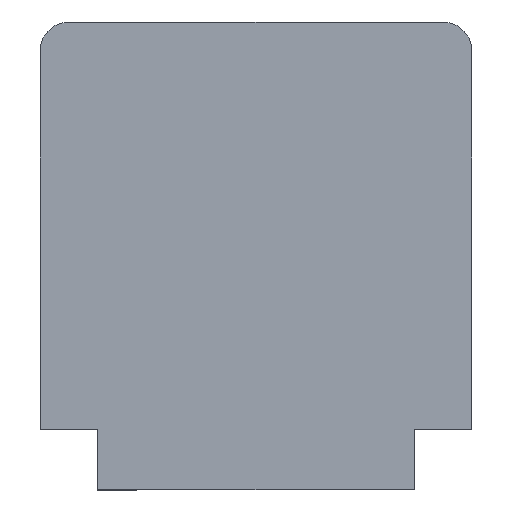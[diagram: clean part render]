
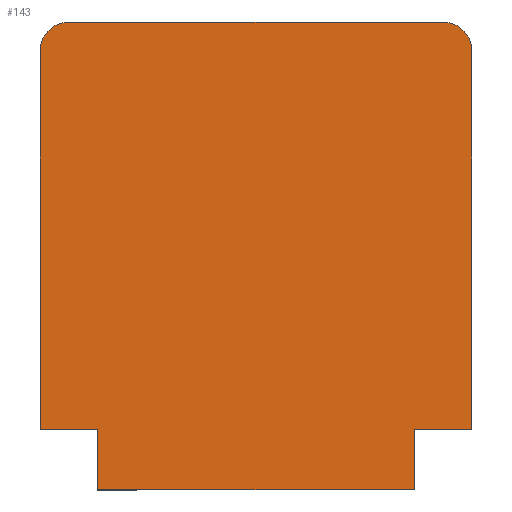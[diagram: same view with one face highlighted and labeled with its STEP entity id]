
A CAD part, left-side view. The second image highlights one B-rep face of the part: STEP entity #143.
In plain terms, the highlighted planar face has unit normal (-1, 0, 0).
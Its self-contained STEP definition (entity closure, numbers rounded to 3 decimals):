
#35=AXIS2_PLACEMENT_3D('Plane Axis2P3D',#32,#33,#34) ;
#32=CARTESIAN_POINT('Axis2P3D Location',(0.,7.5,0.)) ;
#37=CARTESIAN_POINT('Line Origine',(0.,14.,2.1)) ;
#41=CARTESIAN_POINT('Vertex',(0.,13.,2.1)) ;
#43=CARTESIAN_POINT('Vertex',(0.,15.,2.1)) ;
#46=CARTESIAN_POINT('Line Origine',(0.,13.,1.05)) ;
#50=CARTESIAN_POINT('Vertex',(0.,13.,0.)) ;
#53=CARTESIAN_POINT('Line Origine',(0.,7.5,0.)) ;
#57=CARTESIAN_POINT('Vertex',(0.,2.,0.)) ;
#60=CARTESIAN_POINT('Line Origine',(0.,2.,1.05)) ;
#64=CARTESIAN_POINT('Vertex',(0.,2.,2.1)) ;
#67=CARTESIAN_POINT('Line Origine',(0.,1.,2.1)) ;
#71=CARTESIAN_POINT('Vertex',(0.,0.,2.1)) ;
#74=CARTESIAN_POINT('Line Origine',(0.,0.,8.682)) ;
#78=CARTESIAN_POINT('Vertex',(0.,0.,15.264)) ;
#82=CARTESIAN_POINT('Control Point',(0.,1.,16.264)) ;
#83=CARTESIAN_POINT('Control Point',(0.,0.902,16.264)) ;
#84=CARTESIAN_POINT('Control Point',(0.,0.804,16.252)) ;
#85=CARTESIAN_POINT('Control Point',(0.,0.708,16.228)) ;
#86=CARTESIAN_POINT('Control Point',(0.,0.524,16.157)) ;
#87=CARTESIAN_POINT('Control Point',(0.,0.362,16.044)) ;
#88=CARTESIAN_POINT('Control Point',(0.,0.289,15.977)) ;
#89=CARTESIAN_POINT('Control Point',(0.,0.16,15.828)) ;
#90=CARTESIAN_POINT('Control Point',(0.,0.07,15.652)) ;
#91=CARTESIAN_POINT('Control Point',(0.,0.037,15.559)) ;
#92=CARTESIAN_POINT('Control Point',(0.,0.011,15.443)) ;
#93=CARTESIAN_POINT('Control Point',(0.,0.002,15.325)) ;
#94=CARTESIAN_POINT('Control Point',(0.,0.001,15.305)) ;
#95=CARTESIAN_POINT('Control Point',(0.,0.,15.284)) ;
#96=CARTESIAN_POINT('Control Point',(0.,0.,15.264)) ;
#97=CARTESIAN_POINT('Vertex',(0.,1.,16.264)) ;
#100=CARTESIAN_POINT('Line Origine',(0.,7.5,16.264)) ;
#104=CARTESIAN_POINT('Vertex',(0.,14.,16.264)) ;
#108=CARTESIAN_POINT('Control Point',(0.,14.,16.264)) ;
#109=CARTESIAN_POINT('Control Point',(0.,14.098,16.264)) ;
#110=CARTESIAN_POINT('Control Point',(0.,14.196,16.252)) ;
#111=CARTESIAN_POINT('Control Point',(0.,14.292,16.228)) ;
#112=CARTESIAN_POINT('Control Point',(0.,14.476,16.157)) ;
#113=CARTESIAN_POINT('Control Point',(0.,14.638,16.044)) ;
#114=CARTESIAN_POINT('Control Point',(0.,14.711,15.977)) ;
#115=CARTESIAN_POINT('Control Point',(0.,14.84,15.828)) ;
#116=CARTESIAN_POINT('Control Point',(0.,14.93,15.652)) ;
#117=CARTESIAN_POINT('Control Point',(0.,14.963,15.559)) ;
#118=CARTESIAN_POINT('Control Point',(0.,14.989,15.443)) ;
#119=CARTESIAN_POINT('Control Point',(0.,14.998,15.325)) ;
#120=CARTESIAN_POINT('Control Point',(0.,14.999,15.305)) ;
#121=CARTESIAN_POINT('Control Point',(0.,15.,15.284)) ;
#122=CARTESIAN_POINT('Control Point',(0.,15.,15.264)) ;
#123=CARTESIAN_POINT('Vertex',(0.,15.,15.264)) ;
#126=CARTESIAN_POINT('Line Origine',(0.,15.,8.682)) ;
#33=DIRECTION('Axis2P3D Direction',(1.,0.,0.)) ;
#34=DIRECTION('Axis2P3D XDirection',(0.,1.,0.)) ;
#38=DIRECTION('Vector Direction',(0.,1.,0.)) ;
#47=DIRECTION('Vector Direction',(0.,0.,1.)) ;
#54=DIRECTION('Vector Direction',(0.,1.,0.)) ;
#61=DIRECTION('Vector Direction',(0.,0.,-1.)) ;
#68=DIRECTION('Vector Direction',(0.,1.,0.)) ;
#75=DIRECTION('Vector Direction',(0.,0.,-1.)) ;
#101=DIRECTION('Vector Direction',(0.,1.,0.)) ;
#127=DIRECTION('Vector Direction',(0.,0.,1.)) ;
#39=VECTOR('Line Direction',#38,1.) ;
#48=VECTOR('Line Direction',#47,1.) ;
#55=VECTOR('Line Direction',#54,1.) ;
#62=VECTOR('Line Direction',#61,1.) ;
#69=VECTOR('Line Direction',#68,1.) ;
#76=VECTOR('Line Direction',#75,1.) ;
#102=VECTOR('Line Direction',#101,1.) ;
#128=VECTOR('Line Direction',#127,1.) ;
#132=ORIENTED_EDGE('',*,*,#45,.F.) ;
#133=ORIENTED_EDGE('',*,*,#52,.F.) ;
#134=ORIENTED_EDGE('',*,*,#59,.F.) ;
#135=ORIENTED_EDGE('',*,*,#66,.F.) ;
#136=ORIENTED_EDGE('',*,*,#73,.F.) ;
#137=ORIENTED_EDGE('',*,*,#80,.F.) ;
#138=ORIENTED_EDGE('',*,*,#99,.F.) ;
#139=ORIENTED_EDGE('',*,*,#106,.T.) ;
#140=ORIENTED_EDGE('',*,*,#125,.T.) ;
#141=ORIENTED_EDGE('',*,*,#130,.F.) ;
#143=ADVANCED_FACE('02486_KLTR_MK3-2.1\\Koerper.2',(#142),#36,.F.) ;
#81=B_SPLINE_CURVE_WITH_KNOTS('',5,(#82,#83,#84,#85,#86,#87,#88,#89,#90,#91,#92,#93,#94,#95,#96),.UNSPECIFIED.,.F.,.U.,(6,3,3,3,6),(0.,0.694,1.389,2.083,2.226),.UNSPECIFIED.) ;
#107=B_SPLINE_CURVE_WITH_KNOTS('',5,(#108,#109,#110,#111,#112,#113,#114,#115,#116,#117,#118,#119,#120,#121,#122),.UNSPECIFIED.,.F.,.U.,(6,3,3,3,6),(0.,0.694,1.389,2.083,2.226),.UNSPECIFIED.) ;
#45=EDGE_CURVE('',#42,#44,#40,.T.) ;
#52=EDGE_CURVE('',#51,#42,#49,.T.) ;
#59=EDGE_CURVE('',#58,#51,#56,.T.) ;
#66=EDGE_CURVE('',#65,#58,#63,.T.) ;
#73=EDGE_CURVE('',#72,#65,#70,.T.) ;
#80=EDGE_CURVE('',#79,#72,#77,.T.) ;
#99=EDGE_CURVE('',#98,#79,#81,.T.) ;
#106=EDGE_CURVE('',#98,#105,#103,.T.) ;
#125=EDGE_CURVE('',#105,#124,#107,.T.) ;
#130=EDGE_CURVE('',#44,#124,#129,.T.) ;
#131=EDGE_LOOP('',(#132,#133,#134,#135,#136,#137,#138,#139,#140,#141)) ;
#142=FACE_OUTER_BOUND('',#131,.T.) ;
#40=LINE('Line',#37,#39) ;
#49=LINE('Line',#46,#48) ;
#56=LINE('Line',#53,#55) ;
#63=LINE('Line',#60,#62) ;
#70=LINE('Line',#67,#69) ;
#77=LINE('Line',#74,#76) ;
#103=LINE('Line',#100,#102) ;
#129=LINE('Line',#126,#128) ;
#36=PLANE('',#35) ;
#42=VERTEX_POINT('',#41) ;
#44=VERTEX_POINT('',#43) ;
#51=VERTEX_POINT('',#50) ;
#58=VERTEX_POINT('',#57) ;
#65=VERTEX_POINT('',#64) ;
#72=VERTEX_POINT('',#71) ;
#79=VERTEX_POINT('',#78) ;
#98=VERTEX_POINT('',#97) ;
#105=VERTEX_POINT('',#104) ;
#124=VERTEX_POINT('',#123) ;
